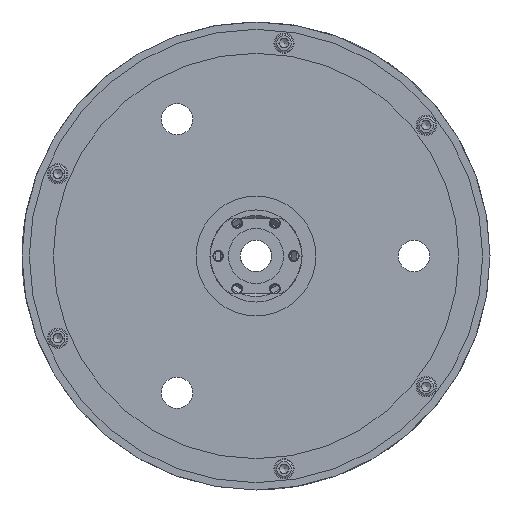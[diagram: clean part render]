
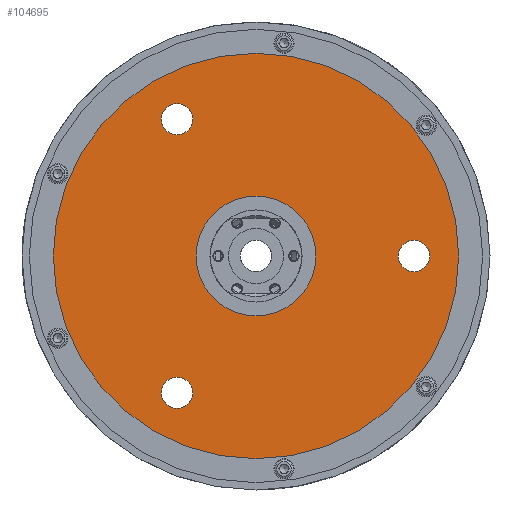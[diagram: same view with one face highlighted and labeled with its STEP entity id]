
A CAD part, left-side view. The second image highlights one B-rep face of the part: STEP entity #104695.
In plain terms, the highlighted planar face has unit normal (-1, 0, 0).
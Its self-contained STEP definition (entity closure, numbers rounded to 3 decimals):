
#20538=PLANE('',#110459);
#40863=ORIENTED_EDGE('',*,*,#52619,.T.);
#40864=ORIENTED_EDGE('',*,*,#52618,.F.);
#40865=ORIENTED_EDGE('',*,*,#52620,.T.);
#40866=ORIENTED_EDGE('',*,*,#52203,.F.);
#40867=ORIENTED_EDGE('',*,*,#52621,.F.);
#52203=EDGE_CURVE('',#59741,#59741,#61745,.T.);
#52618=EDGE_CURVE('',#60020,#60020,#61946,.T.);
#52619=EDGE_CURVE('',#60021,#60021,#61947,.T.);
#52620=EDGE_CURVE('',#60022,#60022,#61948,.T.);
#52621=EDGE_CURVE('',#60023,#60023,#61949,.T.);
#59741=VERTEX_POINT('',#152050);
#60020=VERTEX_POINT('',#152997);
#60021=VERTEX_POINT('',#153000);
#60022=VERTEX_POINT('',#153003);
#60023=VERTEX_POINT('',#153005);
#61745=CIRCLE('',#110062,8.5);
#61946=CIRCLE('',#110456,110.);
#61947=CIRCLE('',#110458,32.5);
#61948=CIRCLE('',#110460,8.5);
#61949=CIRCLE('',#110461,8.5);
#66371=EDGE_LOOP('',(#40863));
#66372=EDGE_LOOP('',(#40864));
#66373=EDGE_LOOP('',(#40865));
#66374=EDGE_LOOP('',(#40866));
#66375=EDGE_LOOP('',(#40867));
#71224=FACE_BOUND('',#66371,.T.);
#71225=FACE_BOUND('',#66372,.T.);
#71226=FACE_BOUND('',#66373,.T.);
#71227=FACE_BOUND('',#66374,.T.);
#71228=FACE_BOUND('',#66375,.T.);
#104695=ADVANCED_FACE('',(#71224,#71225,#71226,#71227,#71228),#20538,.T.);
#110062=AXIS2_PLACEMENT_3D('',#152049,#129057,#129058);
#110456=AXIS2_PLACEMENT_3D('',#152996,#130045,#130046);
#110458=AXIS2_PLACEMENT_3D('',#152999,#130049,#130050);
#110459=AXIS2_PLACEMENT_3D('',#153001,#130051,#130052);
#110460=AXIS2_PLACEMENT_3D('',#153002,#130053,#130054);
#110461=AXIS2_PLACEMENT_3D('',#153004,#130055,#130056);
#129057=DIRECTION('',(-1.,0.,0.));
#129058=DIRECTION('',(0.,-0.866,-0.5));
#130045=DIRECTION('',(1.,0.,0.));
#130046=DIRECTION('',(0.,0.,-1.));
#130049=DIRECTION('',(1.,0.,0.));
#130050=DIRECTION('',(0.,0.,-1.));
#130051=DIRECTION('',(-1.,0.,0.));
#130052=DIRECTION('',(0.,0.,1.));
#130053=DIRECTION('',(1.,0.,0.));
#130054=DIRECTION('',(0.,0.866,0.5));
#130055=DIRECTION('',(-1.,0.,0.));
#130056=DIRECTION('',(0.,0.,1.));
#152049=CARTESIAN_POINT('',(-113.,42.863,74.24));
#152050=CARTESIAN_POINT('',(-113.,35.501,69.99));
#152996=CARTESIAN_POINT('',(-113.,0.,0.));
#152997=CARTESIAN_POINT('',(-113.,0.,-110.));
#152999=CARTESIAN_POINT('',(-113.,0.,0.));
#153000=CARTESIAN_POINT('',(-113.,0.,-32.5));
#153001=CARTESIAN_POINT('',(-113.,55.,-95.263));
#153002=CARTESIAN_POINT('',(-113.,-85.725,0.));
#153003=CARTESIAN_POINT('',(-113.,-78.364,4.25));
#153004=CARTESIAN_POINT('',(-113.,42.862,-74.24));
#153005=CARTESIAN_POINT('',(-113.,42.862,-65.74));
